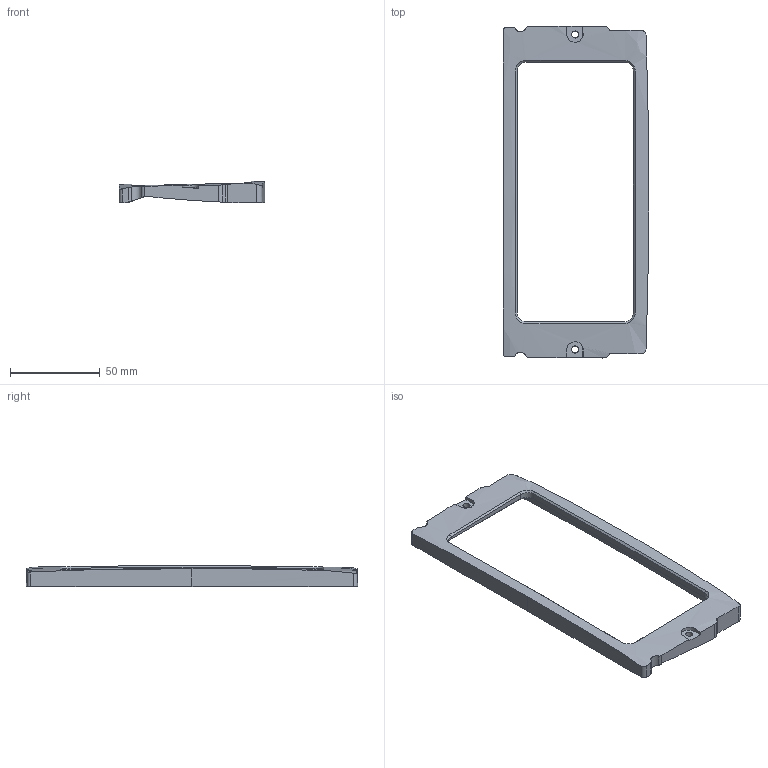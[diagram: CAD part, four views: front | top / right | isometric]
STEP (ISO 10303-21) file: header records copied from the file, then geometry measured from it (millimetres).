
FILE_DESCRIPTION(('STEP AP214'),'1');
FILE_NAME('Fara Ford.stp','2024-12-17T15:48:42',(' '),(' '),'Spatial InterOp 3D',' ',' ');
FILE_SCHEMA(('AUTOMOTIVE_DESIGN { 1 0 10303 214 1 1 1 1 }'));
Length unit declared in the file: millimetre
Products named in the file (1): 1
Bounding box: 81.26 x 185.35 x 11.83 mm (x, y, z)
Volume: 40073.5 mm3; surface area: 19717.5 mm2
Topology: 1 solids, 1 shells, 81 faces, 225 edges, 146 vertices
Faces by surface type: cylinder 37, plane 31, bspline 9, cone 4
Full cylindrical faces by diameter (mm): 3.952 x2
Entity records: 4943 total; most frequent: CARTESIAN_POINT 2973, ORIENTED_EDGE 442, DIRECTION 357, EDGE_CURVE 221, VERTEX_POINT 144, AXIS2_PLACEMENT_3D 131, LINE 95, VECTOR 95
